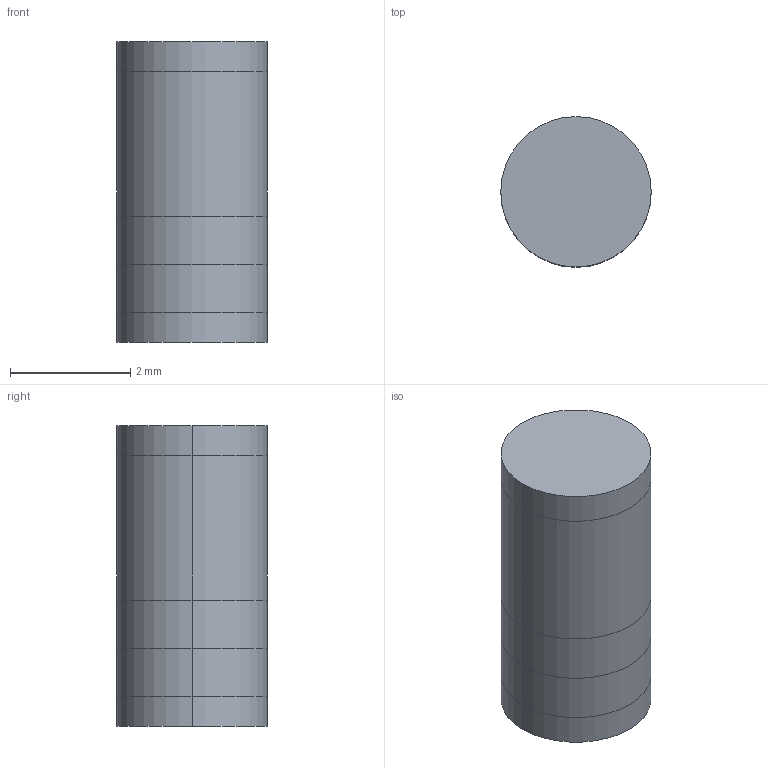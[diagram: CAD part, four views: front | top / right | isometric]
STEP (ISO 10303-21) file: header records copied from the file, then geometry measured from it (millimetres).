
FILE_DESCRIPTION (( 'STEP AP214' ), '1' );
FILE_NAME ('SW3dPS-MELF.STEP', '2009-07-20T08:44:30', ( 'sysAdmin' ), ( 'SolidWorks' ), 'SwSTEP 2.0', 'SolidWorks 2009', '' );
FILE_SCHEMA (( 'AUTOMOTIVE_DESIGN' ));
Length unit declared in the file: millimetre
Products named in the file (13): SW3dPS-MELF_Cylinder7; SW3dPS-MELF_477119377; SW3dPS-MELF_Free-Models1; SW3dPS-MELF_Board1; SW3dPS-MELF; SW3dPS-MELF_477119153; SW3dPS-MELF_Cylinder9; SW3dPS-MELF_477119265; SW3dPS-MELF_Cylinder8; SW3dPS-MELF_477119713; SW3dPS-MELF_Cylinder5; SW3dPS-MELF_Cylinder6; SW3dPS-MELF_477119601
Assembly tree (12 placements, depth 4):
  SW3dPS-MELF
    SW3dPS-MELF_Board1
    SW3dPS-MELF_Free-Models1
      SW3dPS-MELF_477119377
        SW3dPS-MELF_Cylinder7
      SW3dPS-MELF_477119265
        SW3dPS-MELF_Cylinder9
      SW3dPS-MELF_477119713
        SW3dPS-MELF_Cylinder8
      SW3dPS-MELF_477119601
        SW3dPS-MELF_Cylinder6
      SW3dPS-MELF_477119153
        SW3dPS-MELF_Cylinder5
Bounding box: 2.5 x 2.5 x 5 mm (x, y, z)
Volume: 24.5 mm3; surface area: 88.4 mm2
Topology: 6 solids, 6 shells, 26 faces, 42 edges, 28 vertices
Faces by surface type: plane 16, cylinder 10
Entity records: 1048 total; most frequent: DIRECTION 156, CARTESIAN_POINT 117, ORIENTED_EDGE 84, AXIS2_PLACEMENT_3D 67, EDGE_CURVE 42, VERTEX_POINT 28, ADVANCED_FACE 26, EDGE_LOOP 26
